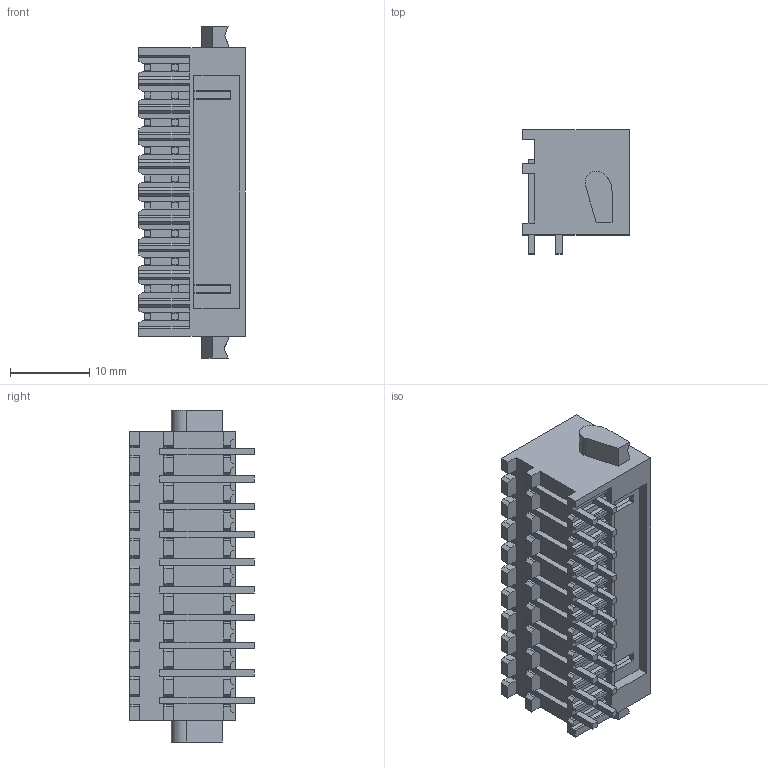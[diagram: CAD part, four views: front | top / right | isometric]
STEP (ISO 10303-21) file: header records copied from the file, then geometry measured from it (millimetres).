
FILE_DESCRIPTION(/* description */ ('STEP AP214'),/* implementation_level */ '2;1');
FILE_NAME(/* name */ '713-1430_116-000_997-408',/* time_stamp */ '2024-11-04T09:04:47+01:00',/* author */ ('License CC BY-ND 4.0'),/* organization */ ('CADENAS'),/* preprocessor_version */ 'ST-DEVELOPER v19.3',/* originating_system */ 'PARTsolutions',/* authorisation */ ' ');
FILE_SCHEMA (('AUTOMOTIVE_DESIGN {1 0 10303 214 3 1 1}'));
Length unit declared in the file: millimetre
Products named in the file (1): 713-1430/116-000/997-408
Bounding box: 13.5 x 15.7 x 41.95 mm (x, y, z)
Volume: 3857.9 mm3; surface area: 6068 mm2
Topology: 1 solids, 1 shells, 763 faces, 2089 edges, 1386 vertices
Faces by surface type: plane 719, cylinder 44
Entity records: 29088 total; most frequent: CARTESIAN_POINT 4239, ORIENTED_EDGE 4178, DIRECTION 3709, EDGE_CURVE 2089, LINE 1997, VECTOR 1997, VERTEX_POINT 1386, AXIS2_PLACEMENT_3D 856
